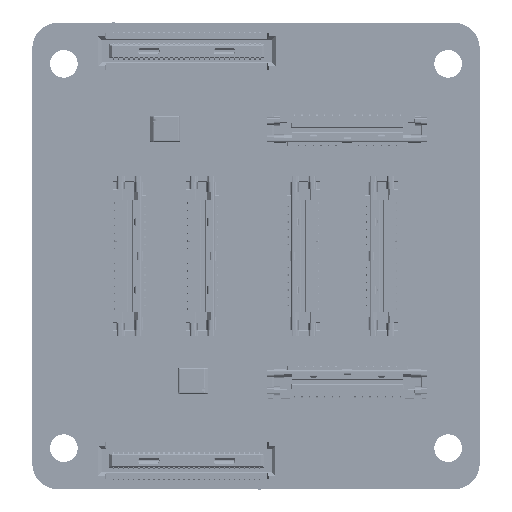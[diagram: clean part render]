
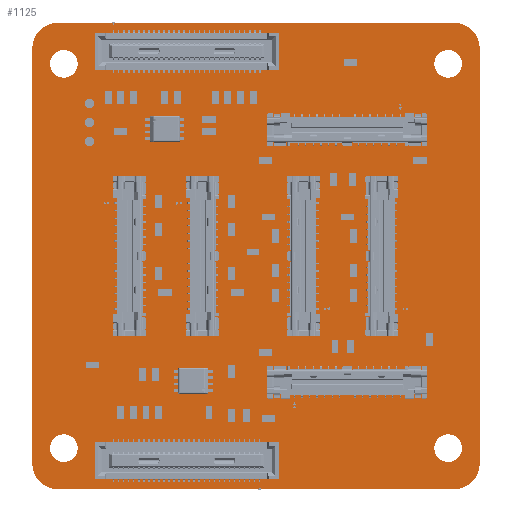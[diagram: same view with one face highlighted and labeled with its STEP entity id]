
A CAD part, top view. The second image highlights one B-rep face of the part: STEP entity #1125.
In plain terms, the highlighted planar face has unit normal (0, 0, 1).
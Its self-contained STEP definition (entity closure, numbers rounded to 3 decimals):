
#716 = VERTEX_POINT('',#717);
#717 = CARTESIAN_POINT('',(-2.5,-1.25,0.996));
#723 = EDGE_CURVE('',#716,#724,#726,.T.);
#724 = VERTEX_POINT('',#725);
#725 = CARTESIAN_POINT('',(-0.5,-3.25,0.996));
#726 = CIRCLE('',#727,2.001);
#727 = AXIS2_PLACEMENT_3D('',#728,#729,#730);
#728 = CARTESIAN_POINT('',(-0.499,-1.249,0.996));
#729 = DIRECTION('',(0.,0.,1.));
#730 = DIRECTION('',(-1.,0.,0.));
#756 = EDGE_CURVE('',#724,#757,#759,.T.);
#757 = VERTEX_POINT('',#758);
#758 = CARTESIAN_POINT('',(31.,-3.25,0.996));
#759 = LINE('',#760,#761);
#760 = CARTESIAN_POINT('',(-0.5,-3.25,0.996));
#761 = VECTOR('',#762,1.);
#762 = DIRECTION('',(1.,0.,0.));
#787 = EDGE_CURVE('',#757,#788,#790,.T.);
#788 = VERTEX_POINT('',#789);
#789 = CARTESIAN_POINT('',(33.,-1.25,0.996));
#790 = CIRCLE('',#791,2.001);
#791 = AXIS2_PLACEMENT_3D('',#792,#793,#794);
#792 = CARTESIAN_POINT('',(30.999,-1.249,0.996));
#793 = DIRECTION('',(0.,0.,1.));
#794 = DIRECTION('',(0.,-1.,0.));
#820 = EDGE_CURVE('',#788,#821,#823,.T.);
#821 = VERTEX_POINT('',#822);
#822 = CARTESIAN_POINT('',(33.,31.75,0.996));
#823 = LINE('',#824,#825);
#824 = CARTESIAN_POINT('',(33.,-1.25,0.996));
#825 = VECTOR('',#826,1.);
#826 = DIRECTION('',(0.,1.,0.));
#851 = EDGE_CURVE('',#821,#852,#854,.T.);
#852 = VERTEX_POINT('',#853);
#853 = CARTESIAN_POINT('',(31.,33.75,0.996));
#854 = CIRCLE('',#855,2.001);
#855 = AXIS2_PLACEMENT_3D('',#856,#857,#858);
#856 = CARTESIAN_POINT('',(30.999,31.749,0.996));
#857 = DIRECTION('',(0.,0.,1.));
#858 = DIRECTION('',(1.,0.,-0.));
#884 = EDGE_CURVE('',#852,#885,#887,.T.);
#885 = VERTEX_POINT('',#886);
#886 = CARTESIAN_POINT('',(-0.5,33.75,0.996));
#887 = LINE('',#888,#889);
#888 = CARTESIAN_POINT('',(31.,33.75,0.996));
#889 = VECTOR('',#890,1.);
#890 = DIRECTION('',(-1.,0.,0.));
#915 = EDGE_CURVE('',#885,#916,#918,.T.);
#916 = VERTEX_POINT('',#917);
#917 = CARTESIAN_POINT('',(-2.5,31.75,0.996));
#918 = CIRCLE('',#919,2.001);
#919 = AXIS2_PLACEMENT_3D('',#920,#921,#922);
#920 = CARTESIAN_POINT('',(-0.499,31.749,0.996));
#921 = DIRECTION('',(0.,0.,1.));
#922 = DIRECTION('',(0.,1.,0.));
#948 = EDGE_CURVE('',#916,#716,#949,.T.);
#949 = LINE('',#950,#951);
#950 = CARTESIAN_POINT('',(-2.5,31.75,0.996));
#951 = VECTOR('',#952,1.);
#952 = DIRECTION('',(0.,-1.,0.));
#972 = VERTEX_POINT('',#973);
#973 = CARTESIAN_POINT('',(1.1,0.,0.996));
#979 = EDGE_CURVE('',#972,#972,#980,.T.);
#980 = CIRCLE('',#981,1.1);
#981 = AXIS2_PLACEMENT_3D('',#982,#983,#984);
#982 = CARTESIAN_POINT('',(0.,0.,0.996));
#983 = DIRECTION('',(0.,0.,1.));
#984 = DIRECTION('',(1.,0.,-0.));
#1005 = VERTEX_POINT('',#1006);
#1006 = CARTESIAN_POINT('',(1.1,30.5,0.996));
#1012 = EDGE_CURVE('',#1005,#1005,#1013,.T.);
#1013 = CIRCLE('',#1014,1.1);
#1014 = AXIS2_PLACEMENT_3D('',#1015,#1016,#1017);
#1015 = CARTESIAN_POINT('',(0.,30.5,0.996));
#1016 = DIRECTION('',(0.,0.,1.));
#1017 = DIRECTION('',(1.,0.,-0.));
#1038 = VERTEX_POINT('',#1039);
#1039 = CARTESIAN_POINT('',(31.6,0.,0.996));
#1045 = EDGE_CURVE('',#1038,#1038,#1046,.T.);
#1046 = CIRCLE('',#1047,1.1);
#1047 = AXIS2_PLACEMENT_3D('',#1048,#1049,#1050);
#1048 = CARTESIAN_POINT('',(30.5,0.,0.996));
#1049 = DIRECTION('',(0.,0.,1.));
#1050 = DIRECTION('',(1.,0.,-0.));
#1071 = VERTEX_POINT('',#1072);
#1072 = CARTESIAN_POINT('',(31.6,30.5,0.996));
#1078 = EDGE_CURVE('',#1071,#1071,#1079,.T.);
#1079 = CIRCLE('',#1080,1.1);
#1080 = AXIS2_PLACEMENT_3D('',#1081,#1082,#1083);
#1081 = CARTESIAN_POINT('',(30.5,30.5,0.996));
#1082 = DIRECTION('',(0.,0.,1.));
#1083 = DIRECTION('',(1.,0.,-0.));
#1125 = ADVANCED_FACE('',(#1126,#1136,#1139,#1142,#1145),#1148,.T.);
#1126 = FACE_BOUND('',#1127,.T.);
#1127 = EDGE_LOOP('',(#1128,#1129,#1130,#1131,#1132,#1133,#1134,#1135));
#1128 = ORIENTED_EDGE('',*,*,#723,.T.);
#1129 = ORIENTED_EDGE('',*,*,#756,.T.);
#1130 = ORIENTED_EDGE('',*,*,#787,.T.);
#1131 = ORIENTED_EDGE('',*,*,#820,.T.);
#1132 = ORIENTED_EDGE('',*,*,#851,.T.);
#1133 = ORIENTED_EDGE('',*,*,#884,.T.);
#1134 = ORIENTED_EDGE('',*,*,#915,.T.);
#1135 = ORIENTED_EDGE('',*,*,#948,.T.);
#1136 = FACE_BOUND('',#1137,.T.);
#1137 = EDGE_LOOP('',(#1138));
#1138 = ORIENTED_EDGE('',*,*,#979,.F.);
#1139 = FACE_BOUND('',#1140,.T.);
#1140 = EDGE_LOOP('',(#1141));
#1141 = ORIENTED_EDGE('',*,*,#1012,.F.);
#1142 = FACE_BOUND('',#1143,.T.);
#1143 = EDGE_LOOP('',(#1144));
#1144 = ORIENTED_EDGE('',*,*,#1045,.F.);
#1145 = FACE_BOUND('',#1146,.T.);
#1146 = EDGE_LOOP('',(#1147));
#1147 = ORIENTED_EDGE('',*,*,#1078,.F.);
#1148 = PLANE('',#1149);
#1149 = AXIS2_PLACEMENT_3D('',#1150,#1151,#1152);
#1150 = CARTESIAN_POINT('',(15.25,15.25,0.996));
#1151 = DIRECTION('',(0.,0.,1.));
#1152 = DIRECTION('',(1.,0.,-0.));
